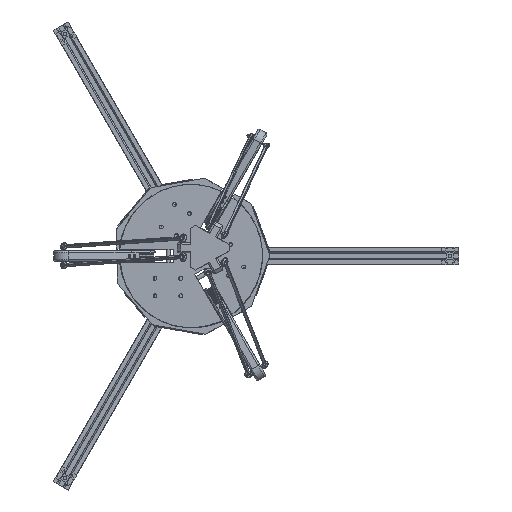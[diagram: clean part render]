
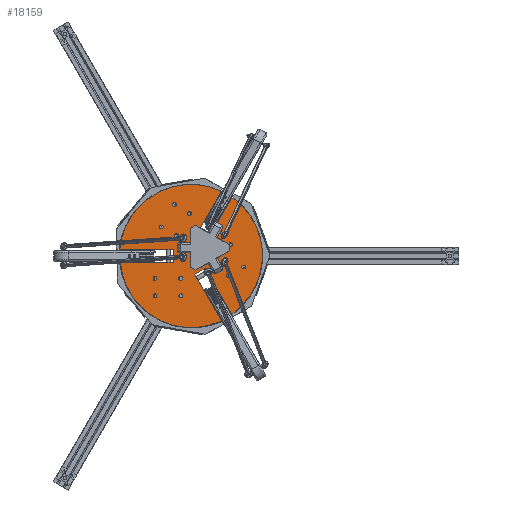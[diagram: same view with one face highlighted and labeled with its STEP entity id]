
A CAD part, front view. The second image highlights one B-rep face of the part: STEP entity #18159.
In plain terms, the highlighted planar face has unit normal (0, -1, 0).
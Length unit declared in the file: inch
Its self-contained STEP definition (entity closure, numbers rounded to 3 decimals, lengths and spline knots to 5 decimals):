
#289=FACE_BOUND('',#5740,.T.);
#290=FACE_BOUND('',#5741,.T.);
#291=FACE_BOUND('',#5742,.T.);
#292=FACE_BOUND('',#5743,.T.);
#293=FACE_BOUND('',#5744,.T.);
#294=FACE_BOUND('',#5745,.T.);
#295=FACE_BOUND('',#5746,.T.);
#296=FACE_BOUND('',#5747,.T.);
#297=FACE_BOUND('',#5748,.T.);
#298=FACE_BOUND('',#5749,.T.);
#299=FACE_BOUND('',#5750,.T.);
#300=FACE_BOUND('',#5751,.T.);
#505=PLANE('',#19552);
#894=LINE('',#27278,#2502);
#933=LINE('',#27599,#2541);
#942=LINE('',#27680,#2550);
#968=LINE('',#27881,#2576);
#989=LINE('',#27959,#2597);
#1014=LINE('',#28032,#2622);
#1141=LINE('',#28709,#2749);
#1142=LINE('',#28711,#2750);
#1143=LINE('',#28712,#2751);
#1144=LINE('',#28713,#2752);
#2502=VECTOR('',#21448,0.3937);
#2541=VECTOR('',#21557,0.3937);
#2550=VECTOR('',#21582,0.3937);
#2576=VECTOR('',#21648,0.3937);
#2597=VECTOR('',#21723,0.3937);
#2622=VECTOR('',#21784,0.3937);
#2749=VECTOR('',#22159,0.3937);
#2750=VECTOR('',#22162,0.3937);
#2751=VECTOR('',#22163,0.3937);
#2752=VECTOR('',#22164,0.3937);
#4693=FACE_OUTER_BOUND('',#5739,.T.);
#5739=EDGE_LOOP('',(#13147,#13148,#13149,#13150,#13151,#13152,#13153,#13154,
#13155,#13156,#13157,#13158,#13159));
#5740=EDGE_LOOP('',(#13160));
#5741=EDGE_LOOP('',(#13161));
#5742=EDGE_LOOP('',(#13162));
#5743=EDGE_LOOP('',(#13163));
#5744=EDGE_LOOP('',(#13164));
#5745=EDGE_LOOP('',(#13165));
#5746=EDGE_LOOP('',(#13166));
#5747=EDGE_LOOP('',(#13167));
#5748=EDGE_LOOP('',(#13168));
#5749=EDGE_LOOP('',(#13169));
#5750=EDGE_LOOP('',(#13170));
#5751=EDGE_LOOP('',(#13171));
#6823=CIRCLE('',#19524,3.25);
#6838=CIRCLE('',#19553,3.25);
#6839=CIRCLE('',#19554,3.25);
#6840=CIRCLE('',#19555,0.08858);
#6841=CIRCLE('',#19556,0.08858);
#6842=CIRCLE('',#19557,0.08858);
#6843=CIRCLE('',#19558,0.08858);
#6844=CIRCLE('',#19559,0.08858);
#6845=CIRCLE('',#19560,0.08858);
#6846=CIRCLE('',#19561,0.08858);
#6847=CIRCLE('',#19562,0.08858);
#6848=CIRCLE('',#19563,0.08858);
#6849=CIRCLE('',#19564,0.08858);
#6850=CIRCLE('',#19565,0.08858);
#6851=CIRCLE('',#19566,0.08858);
#7782=VERTEX_POINT('',#27275);
#7783=VERTEX_POINT('',#27277);
#7855=VERTEX_POINT('',#27596);
#7856=VERTEX_POINT('',#27598);
#7873=VERTEX_POINT('',#27677);
#7874=VERTEX_POINT('',#27679);
#7919=VERTEX_POINT('',#27878);
#7920=VERTEX_POINT('',#27880);
#7949=VERTEX_POINT('',#27956);
#7950=VERTEX_POINT('',#27958);
#7979=VERTEX_POINT('',#28029);
#7980=VERTEX_POINT('',#28031);
#8057=VERTEX_POINT('',#28604);
#8087=VERTEX_POINT('',#28714);
#8088=VERTEX_POINT('',#28716);
#8089=VERTEX_POINT('',#28718);
#8090=VERTEX_POINT('',#28720);
#8091=VERTEX_POINT('',#28722);
#8092=VERTEX_POINT('',#28724);
#8093=VERTEX_POINT('',#28726);
#8094=VERTEX_POINT('',#28728);
#8095=VERTEX_POINT('',#28730);
#8096=VERTEX_POINT('',#28732);
#8097=VERTEX_POINT('',#28734);
#8098=VERTEX_POINT('',#28736);
#9627=EDGE_CURVE('',#7783,#7782,#894,.T.);
#9707=EDGE_CURVE('',#7856,#7855,#933,.T.);
#9726=EDGE_CURVE('',#7874,#7873,#942,.T.);
#9776=EDGE_CURVE('',#7920,#7919,#968,.T.);
#9814=EDGE_CURVE('',#7950,#7949,#989,.T.);
#9849=EDGE_CURVE('',#7980,#7979,#1014,.T.);
#9998=EDGE_CURVE('',#8057,#7979,#6823,.T.);
#10057=EDGE_CURVE('',#7856,#7919,#6838,.T.);
#10058=EDGE_CURVE('',#7855,#7950,#1141,.T.);
#10059=EDGE_CURVE('',#7783,#7949,#6839,.T.);
#10060=EDGE_CURVE('',#7782,#7980,#1142,.T.);
#10061=EDGE_CURVE('',#8057,#7874,#1143,.T.);
#10062=EDGE_CURVE('',#7873,#7920,#1144,.T.);
#10063=EDGE_CURVE('',#8087,#8087,#6840,.T.);
#10064=EDGE_CURVE('',#8088,#8088,#6841,.T.);
#10065=EDGE_CURVE('',#8089,#8089,#6842,.T.);
#10066=EDGE_CURVE('',#8090,#8090,#6843,.T.);
#10067=EDGE_CURVE('',#8091,#8091,#6844,.T.);
#10068=EDGE_CURVE('',#8092,#8092,#6845,.T.);
#10069=EDGE_CURVE('',#8093,#8093,#6846,.T.);
#10070=EDGE_CURVE('',#8094,#8094,#6847,.T.);
#10071=EDGE_CURVE('',#8095,#8095,#6848,.T.);
#10072=EDGE_CURVE('',#8096,#8096,#6849,.T.);
#10073=EDGE_CURVE('',#8097,#8097,#6850,.T.);
#10074=EDGE_CURVE('',#8098,#8098,#6851,.T.);
#13147=ORIENTED_EDGE('',*,*,#9776,.T.);
#13148=ORIENTED_EDGE('',*,*,#10057,.F.);
#13149=ORIENTED_EDGE('',*,*,#9707,.T.);
#13150=ORIENTED_EDGE('',*,*,#10058,.T.);
#13151=ORIENTED_EDGE('',*,*,#9814,.T.);
#13152=ORIENTED_EDGE('',*,*,#10059,.F.);
#13153=ORIENTED_EDGE('',*,*,#9627,.T.);
#13154=ORIENTED_EDGE('',*,*,#10060,.T.);
#13155=ORIENTED_EDGE('',*,*,#9849,.T.);
#13156=ORIENTED_EDGE('',*,*,#9998,.F.);
#13157=ORIENTED_EDGE('',*,*,#10061,.T.);
#13158=ORIENTED_EDGE('',*,*,#9726,.T.);
#13159=ORIENTED_EDGE('',*,*,#10062,.T.);
#13160=ORIENTED_EDGE('',*,*,#10063,.T.);
#13161=ORIENTED_EDGE('',*,*,#10064,.T.);
#13162=ORIENTED_EDGE('',*,*,#10065,.T.);
#13163=ORIENTED_EDGE('',*,*,#10066,.T.);
#13164=ORIENTED_EDGE('',*,*,#10067,.T.);
#13165=ORIENTED_EDGE('',*,*,#10068,.T.);
#13166=ORIENTED_EDGE('',*,*,#10069,.T.);
#13167=ORIENTED_EDGE('',*,*,#10070,.T.);
#13168=ORIENTED_EDGE('',*,*,#10071,.T.);
#13169=ORIENTED_EDGE('',*,*,#10072,.T.);
#13170=ORIENTED_EDGE('',*,*,#10073,.T.);
#13171=ORIENTED_EDGE('',*,*,#10074,.T.);
#18159=ADVANCED_FACE('',(#4693,#289,#290,#291,#292,#293,#294,#295,#296,
#297,#298,#299,#300),#505,.F.);
#19524=AXIS2_PLACEMENT_3D('',#28606,#22055,#22056);
#19552=AXIS2_PLACEMENT_3D('',#28707,#22155,#22156);
#19553=AXIS2_PLACEMENT_3D('',#28708,#22157,#22158);
#19554=AXIS2_PLACEMENT_3D('',#28710,#22160,#22161);
#19555=AXIS2_PLACEMENT_3D('',#28715,#22165,#22166);
#19556=AXIS2_PLACEMENT_3D('',#28717,#22167,#22168);
#19557=AXIS2_PLACEMENT_3D('',#28719,#22169,#22170);
#19558=AXIS2_PLACEMENT_3D('',#28721,#22171,#22172);
#19559=AXIS2_PLACEMENT_3D('',#28723,#22173,#22174);
#19560=AXIS2_PLACEMENT_3D('',#28725,#22175,#22176);
#19561=AXIS2_PLACEMENT_3D('',#28727,#22177,#22178);
#19562=AXIS2_PLACEMENT_3D('',#28729,#22179,#22180);
#19563=AXIS2_PLACEMENT_3D('',#28731,#22181,#22182);
#19564=AXIS2_PLACEMENT_3D('',#28733,#22183,#22184);
#19565=AXIS2_PLACEMENT_3D('',#28735,#22185,#22186);
#19566=AXIS2_PLACEMENT_3D('',#28737,#22187,#22188);
#21448=DIRECTION('',(-0.5,0.,-0.866));
#21557=DIRECTION('',(-0.5,0.,0.866));
#21582=DIRECTION('',(1.,0.,0.));
#21648=DIRECTION('',(-1.,0.,0.));
#21723=DIRECTION('',(0.5,0.,-0.866));
#21784=DIRECTION('',(0.5,0.,0.866));
#22055=DIRECTION('center_axis',(0.,1.,0.));
#22056=DIRECTION('ref_axis',(-1.,0.,0.));
#22155=DIRECTION('center_axis',(0.,1.,0.));
#22156=DIRECTION('ref_axis',(0.,0.,1.));
#22157=DIRECTION('center_axis',(0.,1.,0.));
#22158=DIRECTION('ref_axis',(-1.,0.,0.));
#22159=DIRECTION('',(0.866,0.,0.5));
#22160=DIRECTION('center_axis',(0.,1.,0.));
#22161=DIRECTION('ref_axis',(-1.,0.,0.));
#22162=DIRECTION('',(-0.866,0.,0.5));
#22163=DIRECTION('',(0.,0.,-1.));
#22164=DIRECTION('',(0.,0.,-1.));
#22165=DIRECTION('center_axis',(0.,1.,0.));
#22166=DIRECTION('ref_axis',(1.,0.,0.));
#22167=DIRECTION('center_axis',(0.,1.,0.));
#22168=DIRECTION('ref_axis',(1.,0.,0.));
#22169=DIRECTION('center_axis',(0.,1.,0.));
#22170=DIRECTION('ref_axis',(1.,0.,0.));
#22171=DIRECTION('center_axis',(0.,1.,0.));
#22172=DIRECTION('ref_axis',(1.,0.,0.));
#22173=DIRECTION('center_axis',(0.,1.,0.));
#22174=DIRECTION('ref_axis',(1.,0.,0.));
#22175=DIRECTION('center_axis',(0.,1.,0.));
#22176=DIRECTION('ref_axis',(1.,0.,0.));
#22177=DIRECTION('center_axis',(0.,1.,0.));
#22178=DIRECTION('ref_axis',(1.,0.,0.));
#22179=DIRECTION('center_axis',(0.,1.,0.));
#22180=DIRECTION('ref_axis',(1.,0.,0.));
#22181=DIRECTION('center_axis',(0.,1.,0.));
#22182=DIRECTION('ref_axis',(1.,0.,0.));
#22183=DIRECTION('center_axis',(0.,1.,0.));
#22184=DIRECTION('ref_axis',(1.,0.,0.));
#22185=DIRECTION('center_axis',(0.,1.,0.));
#22186=DIRECTION('ref_axis',(1.,0.,0.));
#22187=DIRECTION('center_axis',(0.,1.,0.));
#22188=DIRECTION('ref_axis',(1.,0.,0.));
#27275=CARTESIAN_POINT('',(0.64948,0.,0.56536));
#27277=CARTESIAN_POINT('',(1.85782,0.,2.65825));
#27278=CARTESIAN_POINT('',(0.44408,0.,0.20958));
#27596=CARTESIAN_POINT('',(0.16487,0.,-0.84515));
#27598=CARTESIAN_POINT('',(1.38048,0.,-2.95064));
#27599=CARTESIAN_POINT('',(-0.0369,0.,-0.49567));
#27677=CARTESIAN_POINT('',(-0.81436,0.,0.26719));
#27679=CARTESIAN_POINT('',(-3.2372,0.,0.26719));
#27680=CARTESIAN_POINT('',(-1.42007,0.,0.26719));
#27878=CARTESIAN_POINT('',(-3.23829,0.,-0.284));
#27880=CARTESIAN_POINT('',(-0.81436,0.,-0.284));
#27881=CARTESIAN_POINT('',(-1.01342,0.,-0.284));
#27956=CARTESIAN_POINT('',(1.85782,0.,-2.67505));
#27958=CARTESIAN_POINT('',(0.64221,0.,-0.56956));
#27959=CARTESIAN_POINT('',(1.13925,0.,-1.43046));
#28029=CARTESIAN_POINT('',(1.38048,0.,2.93384));
#28031=CARTESIAN_POINT('',(0.17215,0.,0.84095));
#28032=CARTESIAN_POINT('',(0.66555,0.,1.69555));
#28604=CARTESIAN_POINT('',(-3.2372,0.,0.27979));
#28606=CARTESIAN_POINT('Origin',(0.,0.,-0.0084));
#28707=CARTESIAN_POINT('Origin',(0.,0.,-0.0084));
#28708=CARTESIAN_POINT('Origin',(0.,0.,-0.0084));
#28709=CARTESIAN_POINT('',(0.52288,0.,-0.63846));
#28710=CARTESIAN_POINT('Origin',(0.,0.,-0.0084));
#28711=CARTESIAN_POINT('',(0.29148,0.,0.77205));
#28712=CARTESIAN_POINT('',(-3.2372,0.,0.27979));
#28713=CARTESIAN_POINT('',(-0.81436,0.,-0.13989));
#28714=CARTESIAN_POINT('',(-0.55185,0.,-1.02711));
#28715=CARTESIAN_POINT('Origin',(-0.46327,0.,-1.02711));
#28716=CARTESIAN_POINT('',(1.61819,0.,-0.90199));
#28717=CARTESIAN_POINT('Origin',(1.70677,0.,-0.90199));
#28718=CARTESIAN_POINT('',(-1.42836,0.,1.30846));
#28719=CARTESIAN_POINT('Origin',(-1.33978,0.,1.30846));
#28720=CARTESIAN_POINT('',(-0.84273,0.,2.3228));
#28721=CARTESIAN_POINT('Origin',(-0.75415,0.,2.3228));
#28722=CARTESIAN_POINT('',(1.71447,0.,0.50605));
#28723=CARTESIAN_POINT('Origin',(1.80305,0.,0.50605));
#28724=CARTESIAN_POINT('',(-1.72311,0.,-1.81451));
#28725=CARTESIAN_POINT('Origin',(-1.63453,0.,-1.81451));
#28726=CARTESIAN_POINT('',(-0.55185,0.,-1.81451));
#28727=CARTESIAN_POINT('Origin',(-0.46327,0.,-1.81451));
#28728=CARTESIAN_POINT('',(1.03256,0.,0.11235));
#28729=CARTESIAN_POINT('Origin',(1.12114,0.,0.11235));
#28730=CARTESIAN_POINT('',(-0.74645,0.,0.91476));
#28731=CARTESIAN_POINT('Origin',(-0.65787,0.,0.91476));
#28732=CARTESIAN_POINT('',(-0.16082,0.,1.9291));
#28733=CARTESIAN_POINT('Origin',(-0.07224,0.,1.9291));
#28734=CARTESIAN_POINT('',(2.3001,0.,-0.50829));
#28735=CARTESIAN_POINT('Origin',(2.38868,0.,-0.50829));
#28736=CARTESIAN_POINT('',(-1.72311,0.,-1.02711));
#28737=CARTESIAN_POINT('Origin',(-1.63453,0.,-1.02711));
